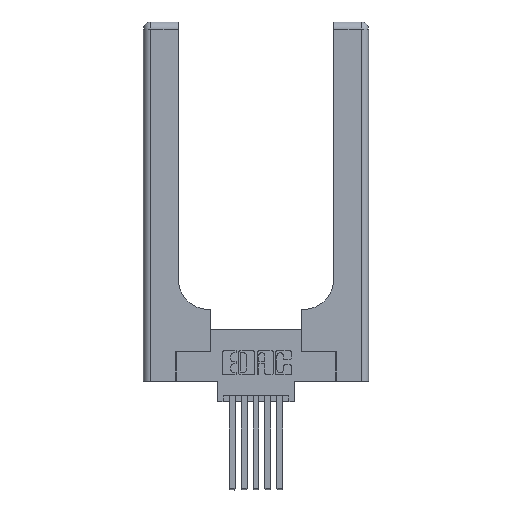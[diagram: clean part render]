
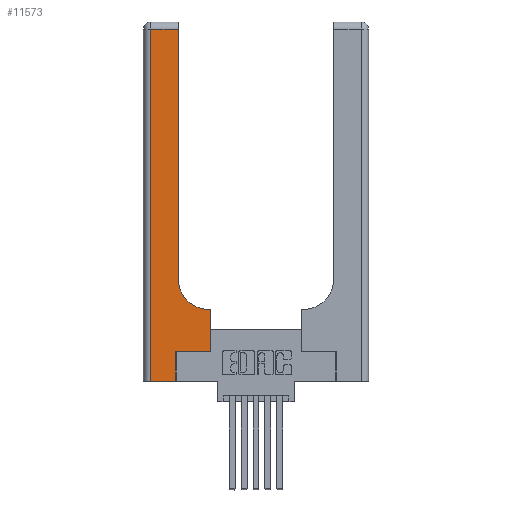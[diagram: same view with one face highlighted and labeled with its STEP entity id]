
A CAD part, top view. The second image highlights one B-rep face of the part: STEP entity #11573.
In plain terms, the highlighted planar face has unit normal (0, 0, 1).
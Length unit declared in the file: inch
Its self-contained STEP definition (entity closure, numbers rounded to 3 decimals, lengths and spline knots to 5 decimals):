
#150 = DIRECTION ( 'NONE',  ( 1., 0., 0. ) ) ;
#598 = VECTOR ( 'NONE', #8754, 39.37008 ) ;
#1388 = VECTOR ( 'NONE', #10294, 39.37008 ) ;
#1602 = EDGE_LOOP ( 'NONE', ( #3533, #6843, #12154, #12075, #9832, #4460, #10901, #8542, #12278 ) ) ;
#1604 = EDGE_CURVE ( 'NONE', #11975, #13163, #4601, .T. ) ;
#1863 = LINE ( 'NONE', #4241, #9640 ) ;
#1886 = CARTESIAN_POINT ( 'NONE',  ( 0., 3., 0.37 ) ) ;
#2216 = LINE ( 'NONE', #10536, #10153 ) ;
#2300 = VERTEX_POINT ( 'NONE', #13269 ) ;
#2637 = LINE ( 'NONE', #7131, #5487 ) ;
#3079 = EDGE_CURVE ( 'NONE', #6983, #5479, #2216, .T. ) ;
#3168 = VERTEX_POINT ( 'NONE', #5182 ) ;
#3194 = EDGE_CURVE ( 'NONE', #3168, #3719, #1863, .T. ) ;
#3320 = DIRECTION ( 'NONE',  ( 0., 0., -1. ) ) ;
#3485 = DIRECTION ( 'NONE',  ( 1., 0., 0. ) ) ;
#3533 = ORIENTED_EDGE ( 'NONE', *, *, #7398, .T. ) ;
#3625 = VECTOR ( 'NONE', #4111, 39.37008 ) ;
#3719 = VERTEX_POINT ( 'NONE', #4315 ) ;
#3977 = CARTESIAN_POINT ( 'NONE',  ( 0.06, 2.94, 0.37 ) ) ;
#4111 = DIRECTION ( 'NONE',  ( 0., 1., 0. ) ) ;
#4147 = DIRECTION ( 'NONE',  ( -1., 0., 0. ) ) ;
#4206 = CARTESIAN_POINT ( 'NONE',  ( 0.2915, 2.94, 0.37 ) ) ;
#4241 = CARTESIAN_POINT ( 'NONE',  ( 0.2915, 0.6, 0.37 ) ) ;
#4315 = CARTESIAN_POINT ( 'NONE',  ( 0.5415, 0.6, 0.37 ) ) ;
#4460 = ORIENTED_EDGE ( 'NONE', *, *, #1604, .T. ) ;
#4464 = LINE ( 'NONE', #9455, #3625 ) ;
#4535 = CARTESIAN_POINT ( 'NONE',  ( 0., 0., 0.37 ) ) ;
#4601 = LINE ( 'NONE', #5884, #1388 ) ;
#5139 = PLANE ( 'NONE',  #7408 ) ;
#5182 = CARTESIAN_POINT ( 'NONE',  ( 0.5585, 0.6, 0.37 ) ) ;
#5479 = VERTEX_POINT ( 'NONE', #3977 ) ;
#5487 = VECTOR ( 'NONE', #9237, 39.37008 ) ;
#5884 = CARTESIAN_POINT ( 'NONE',  ( 0.269, 0.25, 0.37 ) ) ;
#6119 = DIRECTION ( 'NONE',  ( -1., 0., 0. ) ) ;
#6518 = EDGE_CURVE ( 'NONE', #5479, #10764, #9894, .T. ) ;
#6709 = DIRECTION ( 'NONE',  ( 0., 1., 0. ) ) ;
#6843 = ORIENTED_EDGE ( 'NONE', *, *, #3079, .T. ) ;
#6983 = VERTEX_POINT ( 'NONE', #4206 ) ;
#7005 = EDGE_CURVE ( 'NONE', #10764, #2300, #8871, .T. ) ;
#7131 = CARTESIAN_POINT ( 'NONE',  ( 0.5585, 0.25, 0.37 ) ) ;
#7370 = VECTOR ( 'NONE', #6709, 39.37008 ) ;
#7398 = EDGE_CURVE ( 'NONE', #12921, #6983, #4464, .T. ) ;
#7408 = AXIS2_PLACEMENT_3D ( 'NONE', #1886, #10595, #6119 ) ;
#7521 = CARTESIAN_POINT ( 'NONE',  ( 0.06, 3., 0.37 ) ) ;
#7725 = CARTESIAN_POINT ( 'NONE',  ( 0.06, 0., 0.37 ) ) ;
#8170 = VECTOR ( 'NONE', #3485, 39.37008 ) ;
#8542 = ORIENTED_EDGE ( 'NONE', *, *, #3194, .T. ) ;
#8754 = DIRECTION ( 'NONE',  ( 0., -1., 0. ) ) ;
#8871 = LINE ( 'NONE', #4535, #8170 ) ;
#9237 = DIRECTION ( 'NONE',  ( 0., 1., 0. ) ) ;
#9250 = LINE ( 'NONE', #13242, #7370 ) ;
#9455 = CARTESIAN_POINT ( 'NONE',  ( 0.2915, 3., 0.37 ) ) ;
#9640 = VECTOR ( 'NONE', #13767, 39.37008 ) ;
#9832 = ORIENTED_EDGE ( 'NONE', *, *, #11318, .T. ) ;
#9894 = LINE ( 'NONE', #7521, #598 ) ;
#9950 = AXIS2_PLACEMENT_3D ( 'NONE', #12024, #3320, #150 ) ;
#10153 = VECTOR ( 'NONE', #4147, 39.37008 ) ;
#10294 = DIRECTION ( 'NONE',  ( 1., 0., 0. ) ) ;
#10370 = EDGE_CURVE ( 'NONE', #3719, #12921, #10463, .T. ) ;
#10463 = CIRCLE ( 'NONE', #9950, 0.25 ) ;
#10536 = CARTESIAN_POINT ( 'NONE',  ( 0., 2.94, 0.37 ) ) ;
#10595 = DIRECTION ( 'NONE',  ( 0., 0., -1. ) ) ;
#10764 = VERTEX_POINT ( 'NONE', #7725 ) ;
#10901 = ORIENTED_EDGE ( 'NONE', *, *, #12785, .T. ) ;
#10934 = FACE_OUTER_BOUND ( 'NONE', #1602, .T. ) ;
#11318 = EDGE_CURVE ( 'NONE', #2300, #11975, #9250, .T. ) ;
#11494 = CARTESIAN_POINT ( 'NONE',  ( 0.2915, 0.85, 0.37 ) ) ;
#11556 = CARTESIAN_POINT ( 'NONE',  ( 0.269, 0.25, 0.37 ) ) ;
#11573 = ADVANCED_FACE ( 'NONE', ( #10934 ), #5139, .F. ) ;
#11975 = VERTEX_POINT ( 'NONE', #11556 ) ;
#12024 = CARTESIAN_POINT ( 'NONE',  ( 0.5415, 0.85, 0.37 ) ) ;
#12075 = ORIENTED_EDGE ( 'NONE', *, *, #7005, .T. ) ;
#12154 = ORIENTED_EDGE ( 'NONE', *, *, #6518, .T. ) ;
#12278 = ORIENTED_EDGE ( 'NONE', *, *, #10370, .T. ) ;
#12785 = EDGE_CURVE ( 'NONE', #13163, #3168, #2637, .T. ) ;
#12921 = VERTEX_POINT ( 'NONE', #11494 ) ;
#13056 = CARTESIAN_POINT ( 'NONE',  ( 0.5585, 0.25, 0.37 ) ) ;
#13163 = VERTEX_POINT ( 'NONE', #13056 ) ;
#13242 = CARTESIAN_POINT ( 'NONE',  ( 0.269, 0., 0.37 ) ) ;
#13269 = CARTESIAN_POINT ( 'NONE',  ( 0.269, 0., 0.37 ) ) ;
#13767 = DIRECTION ( 'NONE',  ( -1., 0., 0. ) ) ;
